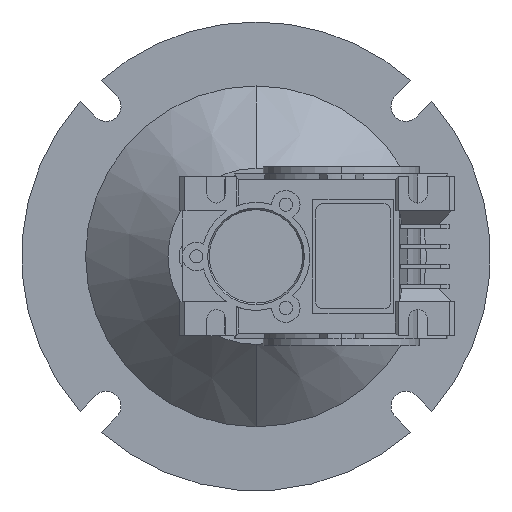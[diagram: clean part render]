
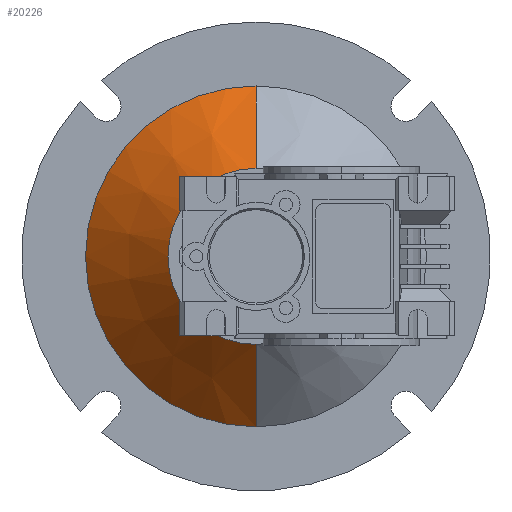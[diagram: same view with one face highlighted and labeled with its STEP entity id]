
A CAD part, left-side view. The second image highlights one B-rep face of the part: STEP entity #20226.
In plain terms, the highlighted conical face has half-angle 46.005 degrees and reference radius 60 mm.
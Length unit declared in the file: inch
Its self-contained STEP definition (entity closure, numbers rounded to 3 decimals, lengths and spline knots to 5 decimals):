
#536 = CARTESIAN_POINT ( 'NONE',  ( 2.71654, 1.1811, 2.3622 ) ) ;
#642 = AXIS2_PLACEMENT_3D ( 'NONE', #2875, #19551, #11235 ) ;
#713 = CARTESIAN_POINT ( 'NONE',  ( 2.71654, 1.1811, 0. ) ) ;
#978 = VERTEX_POINT ( 'NONE', #12700 ) ;
#1433 = CARTESIAN_POINT ( 'NONE',  ( 1.61417, 1.1811, 1.22047 ) ) ;
#1957 = VERTEX_POINT ( 'NONE', #1433 ) ;
#2012 = ORIENTED_EDGE ( 'NONE', *, *, #20372, .T. ) ;
#2165 = LINE ( 'NONE', #536, #9258 ) ;
#2350 = DIRECTION ( 'NONE',  ( 1., 0., 0. ) ) ;
#2875 = CARTESIAN_POINT ( 'NONE',  ( 2.71654, 1.1811, 0. ) ) ;
#3028 = CARTESIAN_POINT ( 'NONE',  ( 2.71654, 1.1811, -2.3622 ) ) ;
#3060 = CIRCLE ( 'NONE', #642, 2.3622 ) ;
#3691 = EDGE_CURVE ( 'NONE', #13512, #12043, #11070, .T. ) ;
#4261 = ORIENTED_EDGE ( 'NONE', *, *, #3691, .F. ) ;
#4306 = FACE_OUTER_BOUND ( 'NONE', #19818, .T. ) ;
#4487 = CARTESIAN_POINT ( 'NONE',  ( 2.71654, 1.1811, -2.3622 ) ) ;
#4576 = DIRECTION ( 'NONE',  ( 1., 0., 0. ) ) ;
#5628 = DIRECTION ( 'NONE',  ( 0., 0., -1. ) ) ;
#7302 = CIRCLE ( 'NONE', #18428, 1.22047 ) ;
#7840 = EDGE_CURVE ( 'NONE', #13512, #1957, #7302, .T. ) ;
#9258 = VECTOR ( 'NONE', #10540, 39.37008 ) ;
#10003 = AXIS2_PLACEMENT_3D ( 'NONE', #713, #2350, #5628 ) ;
#10540 = DIRECTION ( 'NONE',  ( 0.695, 0., 0.719 ) ) ;
#11070 = LINE ( 'NONE', #3028, #14480 ) ;
#11088 = ORIENTED_EDGE ( 'NONE', *, *, #7840, .T. ) ;
#11235 = DIRECTION ( 'NONE',  ( 0., 0., -1. ) ) ;
#11992 = CARTESIAN_POINT ( 'NONE',  ( 1.61417, 1.1811, -1.22047 ) ) ;
#12043 = VERTEX_POINT ( 'NONE', #4487 ) ;
#12700 = CARTESIAN_POINT ( 'NONE',  ( 2.71654, 1.1811, 2.3622 ) ) ;
#13037 = DIRECTION ( 'NONE',  ( 0.695, 0., -0.719 ) ) ;
#13512 = VERTEX_POINT ( 'NONE', #11992 ) ;
#13850 = CONICAL_SURFACE ( 'NONE', #10003, 2.3622, 0.803 ) ;
#14480 = VECTOR ( 'NONE', #13037, 39.37008 ) ;
#14593 = DIRECTION ( 'NONE',  ( 0., 0., -1. ) ) ;
#17874 = CARTESIAN_POINT ( 'NONE',  ( 1.61417, 1.1811, 0. ) ) ;
#18378 = ORIENTED_EDGE ( 'NONE', *, *, #21456, .T. ) ;
#18428 = AXIS2_PLACEMENT_3D ( 'NONE', #17874, #4576, #14593 ) ;
#19551 = DIRECTION ( 'NONE',  ( -1., 0., 0. ) ) ;
#19818 = EDGE_LOOP ( 'NONE', ( #11088, #18378, #2012, #4261 ) ) ;
#20226 = ADVANCED_FACE ( 'NONE', ( #4306 ), #13850, .T. ) ;
#20372 = EDGE_CURVE ( 'NONE', #978, #12043, #3060, .T. ) ;
#21456 = EDGE_CURVE ( 'NONE', #1957, #978, #2165, .T. ) ;
